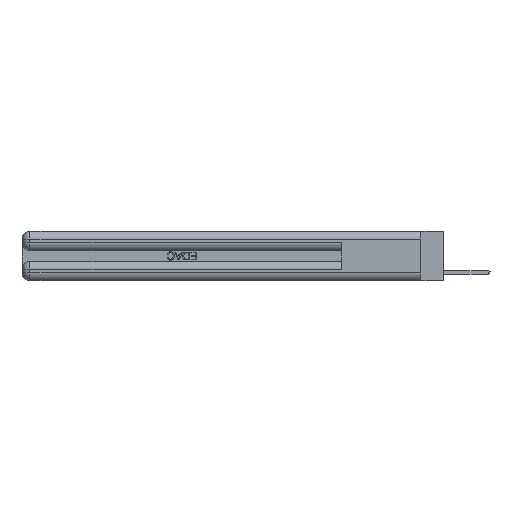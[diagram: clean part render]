
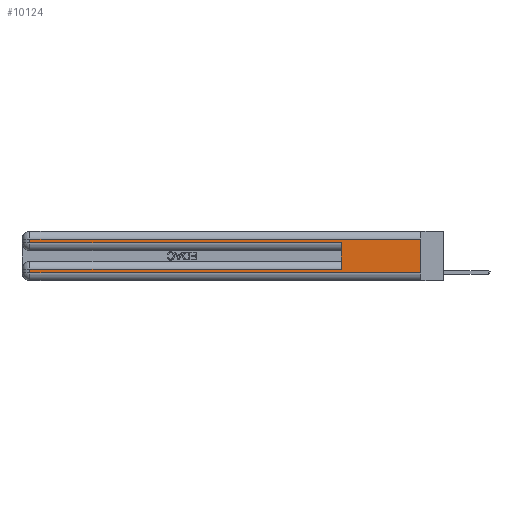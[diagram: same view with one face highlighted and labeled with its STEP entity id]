
A CAD part, left-side view. The second image highlights one B-rep face of the part: STEP entity #10124.
In plain terms, the highlighted planar face has unit normal (-1, 0, 0).
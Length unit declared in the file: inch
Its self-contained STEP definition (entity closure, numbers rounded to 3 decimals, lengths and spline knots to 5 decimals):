
#228 = DIRECTION ( 'NONE',  ( 0., -1., 0. ) ) ;
#367 = ORIENTED_EDGE ( 'NONE', *, *, #31462, .T. ) ;
#1140 = CARTESIAN_POINT ( 'NONE',  ( 0., 2.94, 0.285 ) ) ;
#3586 = CARTESIAN_POINT ( 'NONE',  ( 0., 0., 0.37 ) ) ;
#3730 = ORIENTED_EDGE ( 'NONE', *, *, #8273, .F. ) ;
#4066 = CARTESIAN_POINT ( 'NONE',  ( 0., 2.94, 0.06 ) ) ;
#4809 = ORIENTED_EDGE ( 'NONE', *, *, #21291, .F. ) ;
#4887 = CARTESIAN_POINT ( 'NONE',  ( 0., 0., 0.085 ) ) ;
#5145 = EDGE_CURVE ( 'NONE', #8728, #24074, #14872, .T. ) ;
#5357 = EDGE_CURVE ( 'NONE', #5665, #23515, #8740, .T. ) ;
#5415 = CARTESIAN_POINT ( 'NONE',  ( 0., 0.6, 0.285 ) ) ;
#5561 = LINE ( 'NONE', #27790, #8384 ) ;
#5665 = VERTEX_POINT ( 'NONE', #13748 ) ;
#5839 = PLANE ( 'NONE',  #9690 ) ;
#5991 = CARTESIAN_POINT ( 'NONE',  ( 0., 2.94, 0.37 ) ) ;
#6078 = ORIENTED_EDGE ( 'NONE', *, *, #31332, .T. ) ;
#6398 = CARTESIAN_POINT ( 'NONE',  ( 0., 0., 0.31 ) ) ;
#6825 = VECTOR ( 'NONE', #25557, 39.37008 ) ;
#6996 = DIRECTION ( 'NONE',  ( 0., 0., -1. ) ) ;
#7041 = CARTESIAN_POINT ( 'NONE',  ( 0., 0., 0.06 ) ) ;
#7097 = EDGE_CURVE ( 'NONE', #13072, #11650, #11840, .T. ) ;
#8273 = EDGE_CURVE ( 'NONE', #31087, #24074, #18926, .T. ) ;
#8384 = VECTOR ( 'NONE', #30200, 39.37008 ) ;
#8412 = DIRECTION ( 'NONE',  ( 0., 0., -1. ) ) ;
#8508 = VECTOR ( 'NONE', #26804, 39.37008 ) ;
#8728 = VERTEX_POINT ( 'NONE', #4066 ) ;
#8740 = LINE ( 'NONE', #5991, #23444 ) ;
#9690 = AXIS2_PLACEMENT_3D ( 'NONE', #3586, #12779, #8412 ) ;
#10124 = ADVANCED_FACE ( 'NONE', ( #20338 ), #5839, .F. ) ;
#10530 = CARTESIAN_POINT ( 'NONE',  ( 0., 0.6, 0.085 ) ) ;
#11650 = VERTEX_POINT ( 'NONE', #24980 ) ;
#11840 = LINE ( 'NONE', #4887, #8508 ) ;
#12006 = EDGE_LOOP ( 'NONE', ( #3730, #26315, #26672, #6078, #4809, #14941, #367, #19060 ) ) ;
#12779 = DIRECTION ( 'NONE',  ( 1., 0., 0. ) ) ;
#13072 = VERTEX_POINT ( 'NONE', #10530 ) ;
#13314 = VECTOR ( 'NONE', #6996, 39.37008 ) ;
#13601 = DIRECTION ( 'NONE',  ( 0., 0., -1. ) ) ;
#13748 = CARTESIAN_POINT ( 'NONE',  ( 0., 2.94, 0.31 ) ) ;
#14099 = CARTESIAN_POINT ( 'NONE',  ( 0., 2.94, 0.37 ) ) ;
#14872 = LINE ( 'NONE', #24385, #25457 ) ;
#14941 = ORIENTED_EDGE ( 'NONE', *, *, #7097, .T. ) ;
#15707 = DIRECTION ( 'NONE',  ( 0., -1., 0. ) ) ;
#15727 = CARTESIAN_POINT ( 'NONE',  ( 0., 0., 0.31 ) ) ;
#17008 = EDGE_CURVE ( 'NONE', #31087, #5665, #22506, .T. ) ;
#18144 = LINE ( 'NONE', #20862, #30775 ) ;
#18926 = LINE ( 'NONE', #23759, #26080 ) ;
#19060 = ORIENTED_EDGE ( 'NONE', *, *, #5145, .T. ) ;
#20338 = FACE_OUTER_BOUND ( 'NONE', #12006, .T. ) ;
#20862 = CARTESIAN_POINT ( 'NONE',  ( 0., 0., 0.285 ) ) ;
#21291 = EDGE_CURVE ( 'NONE', #13072, #24186, #5561, .T. ) ;
#22506 = LINE ( 'NONE', #15727, #6825 ) ;
#23444 = VECTOR ( 'NONE', #25657, 39.37008 ) ;
#23515 = VERTEX_POINT ( 'NONE', #1140 ) ;
#23759 = CARTESIAN_POINT ( 'NONE',  ( 0., 0., 0.37 ) ) ;
#24074 = VERTEX_POINT ( 'NONE', #7041 ) ;
#24186 = VERTEX_POINT ( 'NONE', #5415 ) ;
#24385 = CARTESIAN_POINT ( 'NONE',  ( 0., 0., 0.06 ) ) ;
#24980 = CARTESIAN_POINT ( 'NONE',  ( 0., 2.94, 0.085 ) ) ;
#25457 = VECTOR ( 'NONE', #228, 39.37008 ) ;
#25557 = DIRECTION ( 'NONE',  ( 0., 1., 0. ) ) ;
#25657 = DIRECTION ( 'NONE',  ( 0., 0., -1. ) ) ;
#26080 = VECTOR ( 'NONE', #13601, 39.37008 ) ;
#26315 = ORIENTED_EDGE ( 'NONE', *, *, #17008, .T. ) ;
#26672 = ORIENTED_EDGE ( 'NONE', *, *, #5357, .T. ) ;
#26804 = DIRECTION ( 'NONE',  ( 0., 1., 0. ) ) ;
#27790 = CARTESIAN_POINT ( 'NONE',  ( 0., 0.6, 0.145 ) ) ;
#30200 = DIRECTION ( 'NONE',  ( 0., 0., 1. ) ) ;
#30775 = VECTOR ( 'NONE', #15707, 39.37008 ) ;
#31004 = LINE ( 'NONE', #14099, #13314 ) ;
#31087 = VERTEX_POINT ( 'NONE', #6398 ) ;
#31332 = EDGE_CURVE ( 'NONE', #23515, #24186, #18144, .T. ) ;
#31462 = EDGE_CURVE ( 'NONE', #11650, #8728, #31004, .T. ) ;
